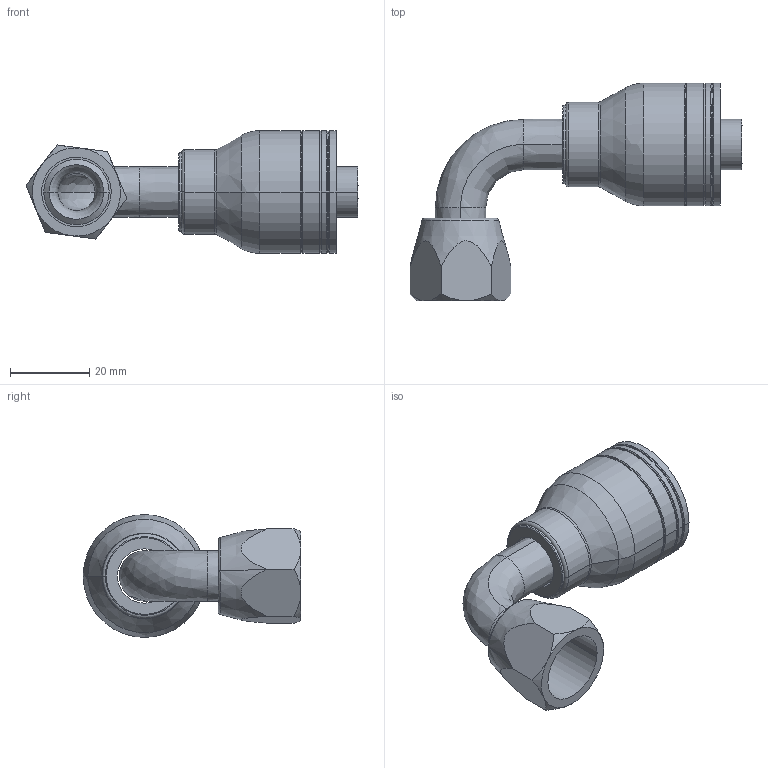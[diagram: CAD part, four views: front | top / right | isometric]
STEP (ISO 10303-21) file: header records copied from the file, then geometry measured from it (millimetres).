
FILE_DESCRIPTION((''),'2;1');
FILE_NAME('1AA8FJB8_ASM','2025-01-31T09:42:44',('U419585'),('Power Solutions'),'CREO PARAMETRIC BY PTC INC, 2022124','CREO PARAMETRIC BY PTC INC, 2022124','');
FILE_SCHEMA(('CONFIG_CONTROL_DESIGN','GEOMETRIC_VALIDATION_PROPERTIES_MIM'));
Products named in the file (4): 1F40331-0808-02; 1F15-08_ORIGINAL_CRIMP; 210221-8; 1AA8FJB8_ASM
Assembly tree (3 placements, depth 2):
  1AA8FJB8_ASM
    1F40331-0808-02
    1F15-08_ORIGINAL_CRIMP
    210221-8
Bounding box: 83.74 x 54.91 x 30.99 mm (x, y, z)
Volume: 13456.1 mm3; surface area: 16692.2 mm2
Topology: 3 solids, 3 shells, 113 faces, 248 edges, 142 vertices
Faces by surface type: cylinder 34, cone 28, bspline 26, plane 13, torus 12
Entity records: 4852 total; most frequent: CARTESIAN_POINT 2203, DIRECTION 514, ORIENTED_EDGE 496, EDGE_CURVE 248, AXIS2_PLACEMENT_3D 220, VERTEX_POINT 142, CIRCLE 126, EDGE_LOOP 120
